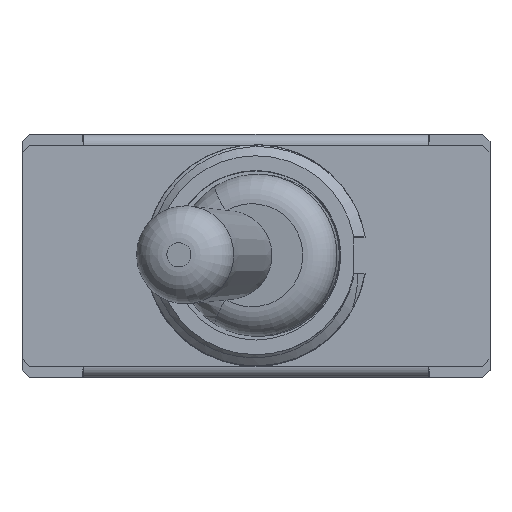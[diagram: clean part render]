
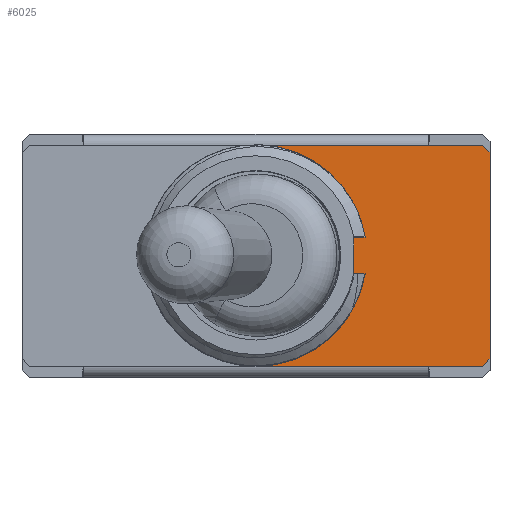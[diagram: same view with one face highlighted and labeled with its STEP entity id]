
A CAD part, top view. The second image highlights one B-rep face of the part: STEP entity #6025.
In plain terms, the highlighted planar face has unit normal (0, 0, 1).
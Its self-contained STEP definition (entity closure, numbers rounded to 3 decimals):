
#796=LINE('',#19146,#1292);
#797=LINE('',#19148,#1293);
#798=LINE('',#19150,#1294);
#799=LINE('',#19151,#1295);
#800=LINE('',#19153,#1296);
#801=LINE('',#19155,#1297);
#802=LINE('',#19157,#1298);
#803=LINE('',#19159,#1299);
#804=LINE('',#19161,#1300);
#805=LINE('',#19163,#1301);
#1292=VECTOR('',#9035,1000.);
#1293=VECTOR('',#9036,1000.);
#1294=VECTOR('',#9037,1000.);
#1295=VECTOR('',#9038,1000.);
#1296=VECTOR('',#9039,1000.);
#1297=VECTOR('',#9040,1000.);
#1298=VECTOR('',#9041,1000.);
#1299=VECTOR('',#9042,1000.);
#1300=VECTOR('',#9043,1000.);
#1301=VECTOR('',#9044,1000.);
#2236=ORIENTED_EDGE('',*,*,#3528,.T.);
#2237=ORIENTED_EDGE('',*,*,#3833,.F.);
#2238=ORIENTED_EDGE('',*,*,#3834,.T.);
#2239=ORIENTED_EDGE('',*,*,#3835,.T.);
#2240=ORIENTED_EDGE('',*,*,#3533,.T.);
#2241=ORIENTED_EDGE('',*,*,#3836,.T.);
#2242=ORIENTED_EDGE('',*,*,#3837,.F.);
#2243=ORIENTED_EDGE('',*,*,#3838,.T.);
#2244=ORIENTED_EDGE('',*,*,#3839,.F.);
#2245=ORIENTED_EDGE('',*,*,#3840,.T.);
#2246=ORIENTED_EDGE('',*,*,#3841,.F.);
#2247=ORIENTED_EDGE('',*,*,#3842,.F.);
#3528=EDGE_CURVE('',#4384,#4383,#4845,.T.);
#3533=EDGE_CURVE('',#4388,#4389,#4847,.T.);
#3833=EDGE_CURVE('',#4626,#4383,#796,.T.);
#3834=EDGE_CURVE('',#4626,#4627,#797,.T.);
#3835=EDGE_CURVE('',#4627,#4388,#798,.T.);
#3836=EDGE_CURVE('',#4389,#4628,#799,.T.);
#3837=EDGE_CURVE('',#4629,#4628,#800,.T.);
#3838=EDGE_CURVE('',#4629,#4630,#801,.F.);
#3839=EDGE_CURVE('',#4631,#4630,#802,.T.);
#3840=EDGE_CURVE('',#4631,#4632,#803,.F.);
#3841=EDGE_CURVE('',#4633,#4632,#804,.T.);
#3842=EDGE_CURVE('',#4384,#4633,#805,.T.);
#4383=VERTEX_POINT('',#14413);
#4384=VERTEX_POINT('',#14415);
#4388=VERTEX_POINT('',#14617);
#4389=VERTEX_POINT('',#14618);
#4626=VERTEX_POINT('',#19147);
#4627=VERTEX_POINT('',#19149);
#4628=VERTEX_POINT('',#19152);
#4629=VERTEX_POINT('',#19154);
#4630=VERTEX_POINT('',#19156);
#4631=VERTEX_POINT('',#19158);
#4632=VERTEX_POINT('',#19160);
#4633=VERTEX_POINT('',#19162);
#4845=CIRCLE('',#8192,3.);
#4847=CIRCLE('',#8195,3.);
#5030=EDGE_LOOP('',(#2236,#2237,#2238,#2239,#2240,#2241,#2242,#2243,#2244,
#2245,#2246,#2247));
#5419=FACE_BOUND('',#5030,.T.);
#5741=PLANE('',#8244);
#6025=ADVANCED_FACE('',(#5419),#5741,.F.);
#8192=AXIS2_PLACEMENT_3D('',#14414,#8823,#8824);
#8195=AXIS2_PLACEMENT_3D('',#14616,#8831,#8832);
#8244=AXIS2_PLACEMENT_3D('',#19145,#9033,#9034);
#8823=DIRECTION('',(0.,0.,-1.));
#8824=DIRECTION('',(1.,0.,0.));
#8831=DIRECTION('',(0.,0.,-1.));
#8832=DIRECTION('',(1.,0.,0.));
#9033=DIRECTION('',(0.,0.,-1.));
#9034=DIRECTION('',(-1.,0.,0.));
#9035=DIRECTION('',(1.,0.,0.));
#9036=DIRECTION('',(0.,-1.,0.));
#9037=DIRECTION('',(1.,0.,0.));
#9038=DIRECTION('',(1.,0.,0.));
#9039=DIRECTION('',(-1.,0.,0.));
#9040=DIRECTION('',(-0.707,-0.707,0.));
#9041=DIRECTION('',(0.,-1.,0.));
#9042=DIRECTION('',(0.707,-0.707,0.));
#9043=DIRECTION('',(1.,0.,0.));
#9044=DIRECTION('',(1.,0.,0.));
#14413=CARTESIAN_POINT('',(2.958,0.5,0.2));
#14414=CARTESIAN_POINT('',(0.,0.,0.2));
#14415=CARTESIAN_POINT('',(0.,3.,0.2));
#14616=CARTESIAN_POINT('',(0.,0.,0.2));
#14617=CARTESIAN_POINT('',(2.958,-0.5,0.2));
#14618=CARTESIAN_POINT('',(0.,-3.,0.2));
#19145=CARTESIAN_POINT('',(0.,0.,0.2));
#19146=CARTESIAN_POINT('',(2.65,0.5,0.2));
#19147=CARTESIAN_POINT('',(2.65,0.5,0.2));
#19148=CARTESIAN_POINT('',(2.65,0.5,0.2));
#19149=CARTESIAN_POINT('',(2.65,-0.5,0.2));
#19150=CARTESIAN_POINT('',(2.65,-0.5,0.2));
#19151=CARTESIAN_POINT('',(-4.675,-3.,0.2));
#19152=CARTESIAN_POINT('',(4.675,-3.,0.2));
#19153=CARTESIAN_POINT('',(6.35,-3.,0.2));
#19154=CARTESIAN_POINT('',(6.15,-3.,0.2));
#19155=CARTESIAN_POINT('',(6.35,-2.8,0.2));
#19156=CARTESIAN_POINT('',(6.35,-2.8,0.2));
#19157=CARTESIAN_POINT('',(6.35,3.,0.2));
#19158=CARTESIAN_POINT('',(6.35,2.8,0.2));
#19159=CARTESIAN_POINT('',(6.15,3.,0.2));
#19160=CARTESIAN_POINT('',(6.15,3.,0.2));
#19161=CARTESIAN_POINT('',(-6.35,3.,0.2));
#19162=CARTESIAN_POINT('',(4.675,3.,0.2));
#19163=CARTESIAN_POINT('',(-6.35,3.,0.2));
